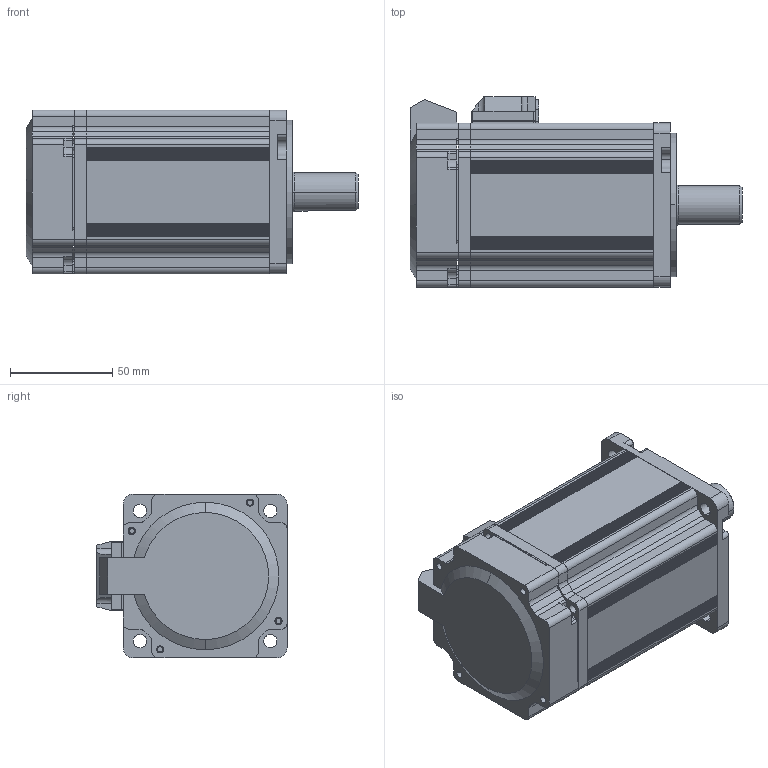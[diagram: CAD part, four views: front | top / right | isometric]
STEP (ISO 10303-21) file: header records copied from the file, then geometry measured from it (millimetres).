
FILE_DESCRIPTION (( 'STEP AP203' ), '1' );
FILE_NAME ('MS6S-80CS(M)20B1-20P7蚾饜极.STEP', '2020-05-05T06:20:36', ( '' ), ( '' ), 'SwSTEP 2.0', 'SolidWorks 2016', '' );
FILE_SCHEMA (( 'CONFIG_CONTROL_DESIGN' ));
Products named in the file (1): MS6S-80CS(M)20B1-20P7蚾饜极
Bounding box: 162 x 92.8 x 80 mm (x, y, z)
Surface area: 75356.9 mm2 (no closed solid volume)
Topology: 0 solids, 277 shells, 2093 faces, 7098 edges, 5227 vertices
Faces by surface type: cylinder 1333, plane 656, cone 33, sphere 28, bspline 26, torus 17
Entity records: 78499 total; most frequent: CARTESIAN_POINT 15765, DIRECTION 14385, ORIENTED_EDGE 10776, EDGE_CURVE 7098, AXIS2_PLACEMENT_3D 5313, VERTEX_POINT 5227, VECTOR 3759, LINE 3759
